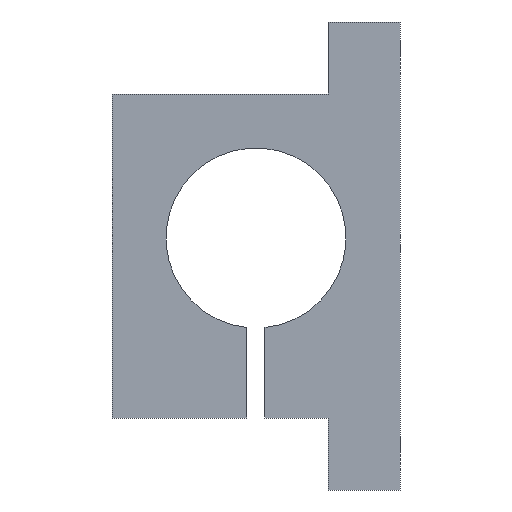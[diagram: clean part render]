
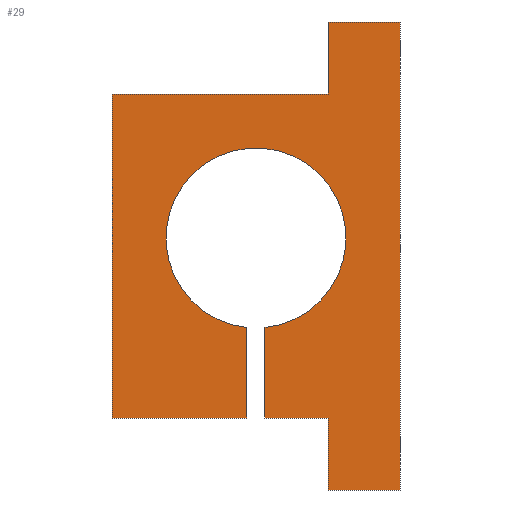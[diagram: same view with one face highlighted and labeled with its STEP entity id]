
A CAD part, left-side view. The second image highlights one B-rep face of the part: STEP entity #29.
In plain terms, the highlighted planar face has unit normal (-1, 0, 0).
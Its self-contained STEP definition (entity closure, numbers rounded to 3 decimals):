
#25 = ORIENTED_EDGE ( 'NONE', *, *, #798, .F. ) ;
#29 = ADVANCED_FACE ( 'NONE', ( #508 ), #495, .F. ) ;
#48 = DIRECTION ( 'NONE',  ( 0., 0., 1. ) ) ;
#50 = VECTOR ( 'NONE', #444, 1000. ) ;
#56 = DIRECTION ( 'NONE',  ( 0., 0., 1. ) ) ;
#57 = DIRECTION ( 'NONE',  ( 0., -1., 0. ) ) ;
#78 = LINE ( 'NONE', #891, #236 ) ;
#79 = DIRECTION ( 'NONE',  ( 0., 1., 0. ) ) ;
#81 = EDGE_CURVE ( 'NONE', #595, #580, #465, .T. ) ;
#84 = EDGE_CURVE ( 'NONE', #862, #657, #112, .T. ) ;
#87 = ORIENTED_EDGE ( 'NONE', *, *, #651, .F. ) ;
#91 = CIRCLE ( 'NONE', #219, 25. ) ;
#97 = ORIENTED_EDGE ( 'NONE', *, *, #300, .F. ) ;
#106 = LINE ( 'NONE', #202, #564 ) ;
#112 = LINE ( 'NONE', #145, #620 ) ;
#135 = CARTESIAN_POINT ( 'NONE',  ( -10., -20., 60. ) ) ;
#145 = CARTESIAN_POINT ( 'NONE',  ( -10., -20., 40. ) ) ;
#155 = ORIENTED_EDGE ( 'NONE', *, *, #81, .F. ) ;
#162 = ORIENTED_EDGE ( 'NONE', *, *, #771, .F. ) ;
#177 = LINE ( 'NONE', #641, #626 ) ;
#182 = DIRECTION ( 'NONE',  ( 0., 0., -1. ) ) ;
#196 = VECTOR ( 'NONE', #880, 1000. ) ;
#199 = VECTOR ( 'NONE', #499, 1000. ) ;
#202 = CARTESIAN_POINT ( 'NONE',  ( -10., -20., 60. ) ) ;
#218 = CARTESIAN_POINT ( 'NONE',  ( -10., 40., 40. ) ) ;
#219 = AXIS2_PLACEMENT_3D ( 'NONE', #603, #410, #182 ) ;
#225 = CARTESIAN_POINT ( 'NONE',  ( -10., 2.5, -24.875 ) ) ;
#236 = VECTOR ( 'NONE', #56, 1000. ) ;
#239 = AXIS2_PLACEMENT_3D ( 'NONE', #667, #265, #347 ) ;
#265 = DIRECTION ( 'NONE',  ( 1., 0., 0. ) ) ;
#273 = ORIENTED_EDGE ( 'NONE', *, *, #337, .F. ) ;
#279 = VECTOR ( 'NONE', #488, 1000. ) ;
#280 = LINE ( 'NONE', #895, #199 ) ;
#300 = EDGE_CURVE ( 'NONE', #710, #862, #679, .T. ) ;
#312 = EDGE_CURVE ( 'NONE', #898, #595, #280, .T. ) ;
#335 = VERTEX_POINT ( 'NONE', #835 ) ;
#337 = EDGE_CURVE ( 'NONE', #730, #780, #177, .T. ) ;
#341 = ORIENTED_EDGE ( 'NONE', *, *, #429, .F. ) ;
#347 = DIRECTION ( 'NONE',  ( 0., 0., -1. ) ) ;
#358 = VERTEX_POINT ( 'NONE', #592 ) ;
#379 = CARTESIAN_POINT ( 'NONE',  ( -10., 40., -50. ) ) ;
#381 = CARTESIAN_POINT ( 'NONE',  ( -10., -2.5, -24.875 ) ) ;
#385 = CARTESIAN_POINT ( 'NONE',  ( -10., -40., -70. ) ) ;
#395 = DIRECTION ( 'NONE',  ( 0., 0., 1. ) ) ;
#410 = DIRECTION ( 'NONE',  ( -1., 0., 0. ) ) ;
#414 = CARTESIAN_POINT ( 'NONE',  ( -10., 2.5, -50. ) ) ;
#429 = EDGE_CURVE ( 'NONE', #580, #710, #767, .T. ) ;
#444 = DIRECTION ( 'NONE',  ( 0., 0., 1. ) ) ;
#450 = VECTOR ( 'NONE', #79, 1000. ) ;
#464 = CARTESIAN_POINT ( 'NONE',  ( -10., -20., -50. ) ) ;
#465 = LINE ( 'NONE', #742, #279 ) ;
#480 = VERTEX_POINT ( 'NONE', #464 ) ;
#483 = CARTESIAN_POINT ( 'NONE',  ( -10., -2.5, -50. ) ) ;
#484 = LINE ( 'NONE', #385, #450 ) ;
#488 = DIRECTION ( 'NONE',  ( 0., 1., 0. ) ) ;
#495 = PLANE ( 'NONE',  #239 ) ;
#499 = DIRECTION ( 'NONE',  ( 0., 0., -1. ) ) ;
#508 = FACE_OUTER_BOUND ( 'NONE', #534, .T. ) ;
#524 = VERTEX_POINT ( 'NONE', #708 ) ;
#532 = LINE ( 'NONE', #381, #824 ) ;
#534 = EDGE_LOOP ( 'NONE', ( #273, #87, #538, #97, #341, #155, #551, #162, #759, #25, #820, #819 ) ) ;
#538 = ORIENTED_EDGE ( 'NONE', *, *, #84, .F. ) ;
#551 = ORIENTED_EDGE ( 'NONE', *, *, #312, .F. ) ;
#555 = DIRECTION ( 'NONE',  ( 0., -1., 0. ) ) ;
#564 = VECTOR ( 'NONE', #57, 1000. ) ;
#580 = VERTEX_POINT ( 'NONE', #379 ) ;
#592 = CARTESIAN_POINT ( 'NONE',  ( -10., -2.5, -24.875 ) ) ;
#595 = VERTEX_POINT ( 'NONE', #414 ) ;
#603 = CARTESIAN_POINT ( 'NONE',  ( -10., 0., 0. ) ) ;
#614 = CARTESIAN_POINT ( 'NONE',  ( -10., 40., 40. ) ) ;
#620 = VECTOR ( 'NONE', #48, 1000. ) ;
#626 = VECTOR ( 'NONE', #828, 1000. ) ;
#641 = CARTESIAN_POINT ( 'NONE',  ( -10., -40., 60. ) ) ;
#647 = CARTESIAN_POINT ( 'NONE',  ( -10., -40., 60. ) ) ;
#651 = EDGE_CURVE ( 'NONE', #657, #730, #106, .T. ) ;
#657 = VERTEX_POINT ( 'NONE', #135 ) ;
#661 = CARTESIAN_POINT ( 'NONE',  ( -10., -20., 40. ) ) ;
#667 = CARTESIAN_POINT ( 'NONE',  ( -10., 0., 0. ) ) ;
#679 = LINE ( 'NONE', #218, #806 ) ;
#705 = CARTESIAN_POINT ( 'NONE',  ( -10., 40., -50. ) ) ;
#708 = CARTESIAN_POINT ( 'NONE',  ( -10., -20., -70. ) ) ;
#710 = VERTEX_POINT ( 'NONE', #614 ) ;
#730 = VERTEX_POINT ( 'NONE', #647 ) ;
#737 = EDGE_CURVE ( 'NONE', #335, #358, #532, .T. ) ;
#742 = CARTESIAN_POINT ( 'NONE',  ( -10., 40., -50. ) ) ;
#759 = ORIENTED_EDGE ( 'NONE', *, *, #737, .F. ) ;
#767 = LINE ( 'NONE', #705, #50 ) ;
#771 = EDGE_CURVE ( 'NONE', #358, #898, #91, .T. ) ;
#780 = VERTEX_POINT ( 'NONE', #903 ) ;
#798 = EDGE_CURVE ( 'NONE', #480, #335, #909, .T. ) ;
#806 = VECTOR ( 'NONE', #555, 1000. ) ;
#810 = EDGE_CURVE ( 'NONE', #524, #480, #78, .T. ) ;
#819 = ORIENTED_EDGE ( 'NONE', *, *, #825, .F. ) ;
#820 = ORIENTED_EDGE ( 'NONE', *, *, #810, .F. ) ;
#824 = VECTOR ( 'NONE', #395, 1000. ) ;
#825 = EDGE_CURVE ( 'NONE', #780, #524, #484, .T. ) ;
#828 = DIRECTION ( 'NONE',  ( 0., 0., -1. ) ) ;
#835 = CARTESIAN_POINT ( 'NONE',  ( -10., -2.5, -50. ) ) ;
#862 = VERTEX_POINT ( 'NONE', #661 ) ;
#880 = DIRECTION ( 'NONE',  ( 0., 1., 0. ) ) ;
#891 = CARTESIAN_POINT ( 'NONE',  ( -10., -20., -50. ) ) ;
#895 = CARTESIAN_POINT ( 'NONE',  ( -10., 2.5, -24.875 ) ) ;
#898 = VERTEX_POINT ( 'NONE', #225 ) ;
#903 = CARTESIAN_POINT ( 'NONE',  ( -10., -40., -70. ) ) ;
#909 = LINE ( 'NONE', #483, #196 ) ;
